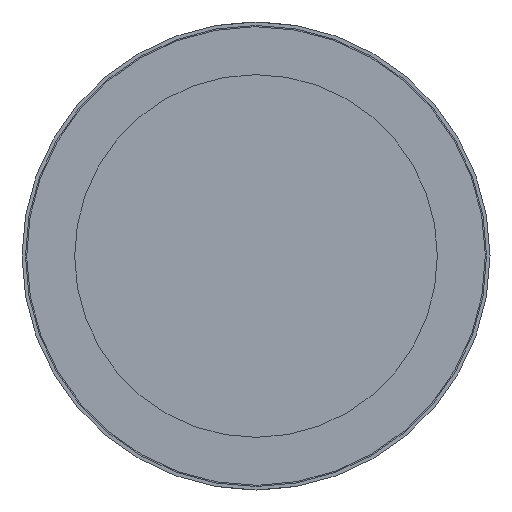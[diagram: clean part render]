
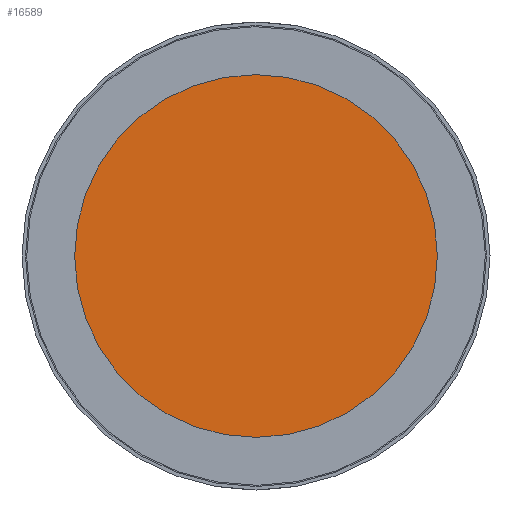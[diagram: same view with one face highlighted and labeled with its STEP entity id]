
A CAD part, front view. The second image highlights one B-rep face of the part: STEP entity #16589.
In plain terms, the highlighted face is planar.
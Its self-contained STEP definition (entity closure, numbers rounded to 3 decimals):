
#1364 = EDGE_CURVE ( 'NONE', #2609, #8057, #21941, .T. ) ;
#2135 = EDGE_CURVE ( 'NONE', #8057, #2609, #9616, .T. ) ;
#2609 = VERTEX_POINT ( 'NONE', #13888 ) ;
#3108 = AXIS2_PLACEMENT_3D ( 'NONE', #13806, #16752, #13475 ) ;
#4615 = ORIENTED_EDGE ( 'NONE', *, *, #2135, .T. ) ;
#8057 = VERTEX_POINT ( 'NONE', #12530 ) ;
#9616 = CIRCLE ( 'NONE', #3108, 77.5 ) ;
#9649 = FACE_OUTER_BOUND ( 'NONE', #17489, .T. ) ;
#11130 = DIRECTION ( 'NONE',  ( 0., 0., 1. ) ) ;
#11384 = AXIS2_PLACEMENT_3D ( 'NONE', #16772, #18140, #11130 ) ;
#11486 = ORIENTED_EDGE ( 'NONE', *, *, #1364, .T. ) ;
#12178 = AXIS2_PLACEMENT_3D ( 'NONE', #21561, #12954, #19860 ) ;
#12530 = CARTESIAN_POINT ( 'NONE',  ( 0., 4., 77.5 ) ) ;
#12954 = DIRECTION ( 'NONE',  ( 0., 1., 0. ) ) ;
#13475 = DIRECTION ( 'NONE',  ( 0., 0., 1. ) ) ;
#13806 = CARTESIAN_POINT ( 'NONE',  ( 0., 4., 0. ) ) ;
#13888 = CARTESIAN_POINT ( 'NONE',  ( 0., 4., -77.5 ) ) ;
#16589 = ADVANCED_FACE ( 'NONE', ( #9649 ), #20284, .T. ) ;
#16752 = DIRECTION ( 'NONE',  ( 0., 1., 0. ) ) ;
#16772 = CARTESIAN_POINT ( 'NONE',  ( 0., 4., 0. ) ) ;
#17489 = EDGE_LOOP ( 'NONE', ( #4615, #11486 ) ) ;
#18140 = DIRECTION ( 'NONE',  ( 0., 1., 0. ) ) ;
#19860 = DIRECTION ( 'NONE',  ( 0., 0., 1. ) ) ;
#20284 = PLANE ( 'NONE',  #11384 ) ;
#21561 = CARTESIAN_POINT ( 'NONE',  ( 0., 4., 0. ) ) ;
#21941 = CIRCLE ( 'NONE', #12178, 77.5 ) ;
